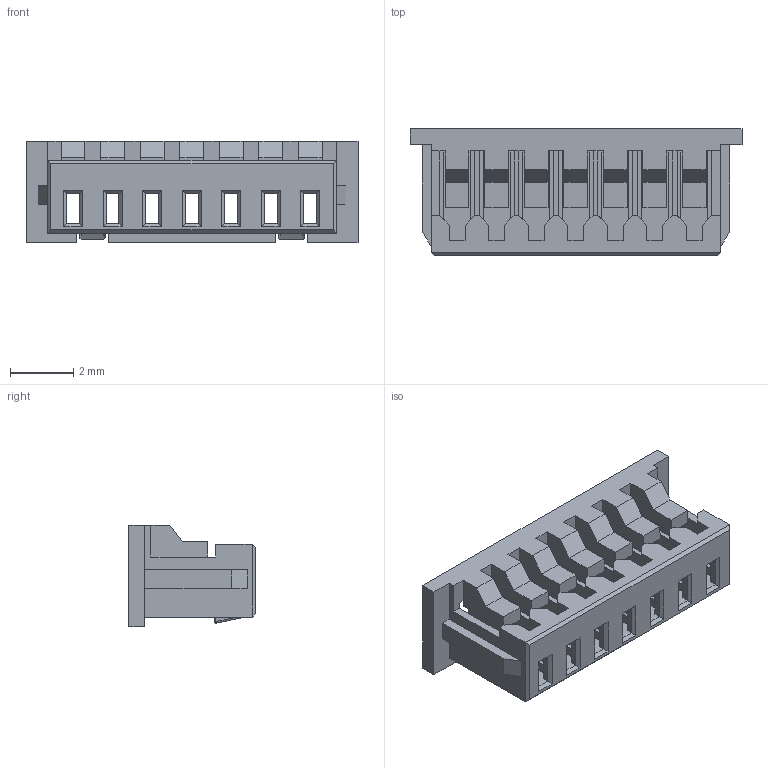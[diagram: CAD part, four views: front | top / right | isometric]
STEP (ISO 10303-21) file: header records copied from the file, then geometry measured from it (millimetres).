
FILE_DESCRIPTION((''),'2;1');
FILE_NAME('FHG12502-6P','2024-03-04T',('工程三'),(''),'PRO/ENGINEER BY PARAMETRIC TECHNOLOGY CORPORATION, 2010280','PRO/ENGINEER BY PARAMETRIC TECHNOLOGY CORPORATION, 2010280','');
FILE_SCHEMA(('CONFIG_CONTROL_DESIGN'));
Length unit declared in the file: millimetre
Products named in the file (1): FHG12502-6P
Bounding box: 10.5 x 4 x 3.2 mm (x, y, z)
Volume: 41.6 mm3; surface area: 317.7 mm2
Topology: 1 solids, 1 shells, 327 faces, 949 edges, 612 vertices
Faces by surface type: plane 315, cylinder 9, sphere 3
Entity records: 10610 total; most frequent: CARTESIAN_POINT 1962, ORIENTED_EDGE 1898, DIRECTION 1597, EDGE_CURVE 949, VECTOR 917, LINE 917, VERTEX_POINT 612, EDGE_LOOP 343
